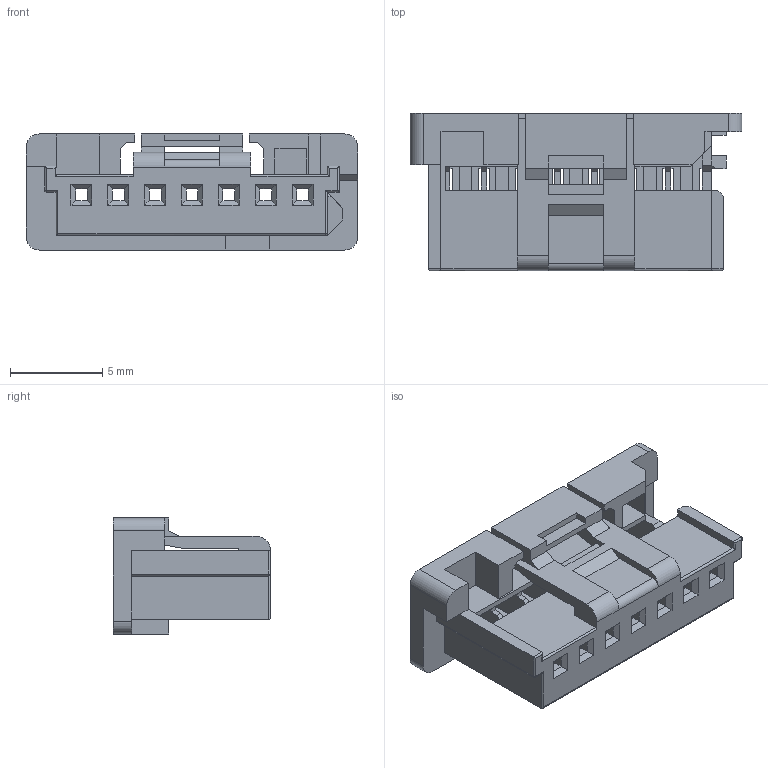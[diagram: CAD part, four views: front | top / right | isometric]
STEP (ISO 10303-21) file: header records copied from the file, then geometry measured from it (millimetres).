
FILE_DESCRIPTION((''),'2;1');
FILE_NAME('FHG20019-S07M1WHB','2025-10-15T',('工程三'),(''),'PRO/ENGINEER BY PARAMETRIC TECHNOLOGY CORPORATION, 2010280','PRO/ENGINEER BY PARAMETRIC TECHNOLOGY CORPORATION, 2010280','');
FILE_SCHEMA(('CONFIG_CONTROL_DESIGN'));
Length unit declared in the file: millimetre
Products named in the file (1): FHG20019-S07M1WHB
Bounding box: 18 x 8.55 x 6.3 mm (x, y, z)
Volume: 286.8 mm3; surface area: 1160.1 mm2
Topology: 1 solids, 1 shells, 433 faces, 1273 edges, 817 vertices
Faces by surface type: plane 409, cylinder 22, sphere 2
Entity records: 14171 total; most frequent: CARTESIAN_POINT 2593, ORIENTED_EDGE 2546, DIRECTION 2153, EDGE_CURVE 1273, VECTOR 1239, LINE 1239, VERTEX_POINT 817, AXIS2_PLACEMENT_3D 457
